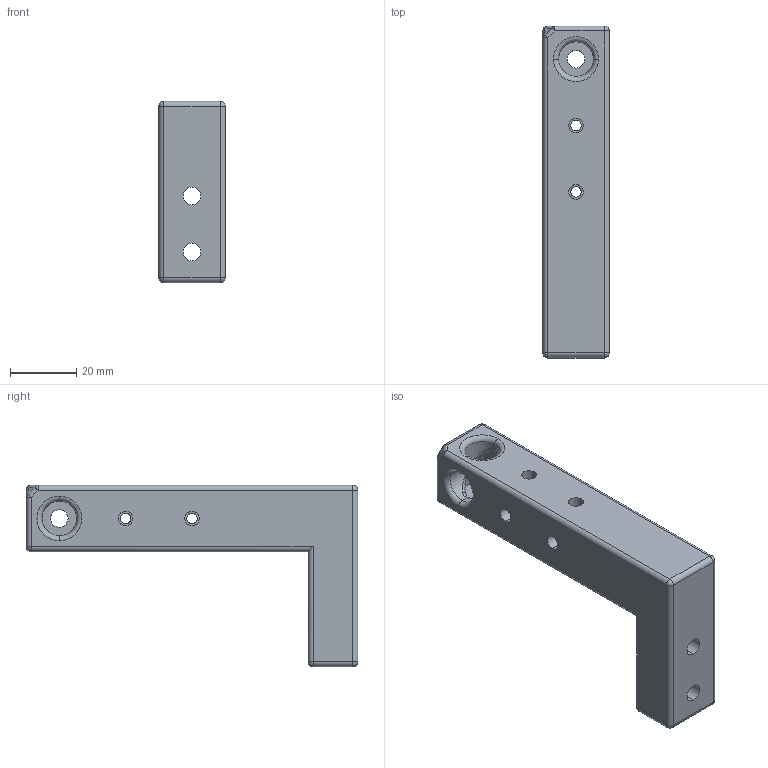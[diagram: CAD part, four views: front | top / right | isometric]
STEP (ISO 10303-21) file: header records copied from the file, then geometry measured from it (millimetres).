
FILE_DESCRIPTION (( 'STEP AP214' ), '1' );
FILE_NAME ('topLidPillar.STEP', '2025-05-24T16:38:45', ( '' ), ( '' ), 'SwSTEP 2.0', 'SolidWorks 2024', '' );
FILE_SCHEMA (( 'AUTOMOTIVE_DESIGN' ));
Length unit declared in the file: millimetre
Products named in the file (1): topLidPillar
Bounding box: 20 x 100 x 54.7 mm (x, y, z)
Volume: 45677.6 mm3; surface area: 12734.7 mm2
Topology: 1 solids, 1 shells, 118 faces, 278 edges, 149 vertices
Faces by surface type: cylinder 68, plane 23, sphere 13, bspline 10, torus 4
Entity records: 5004 total; most frequent: CARTESIAN_POINT 1097, DIRECTION 573, ORIENTED_EDGE 522, EDGE_CURVE 261, AXIS2_PLACEMENT_3D 241, VERTEX_POINT 149, EDGE_LOOP 144, CIRCLE 132
